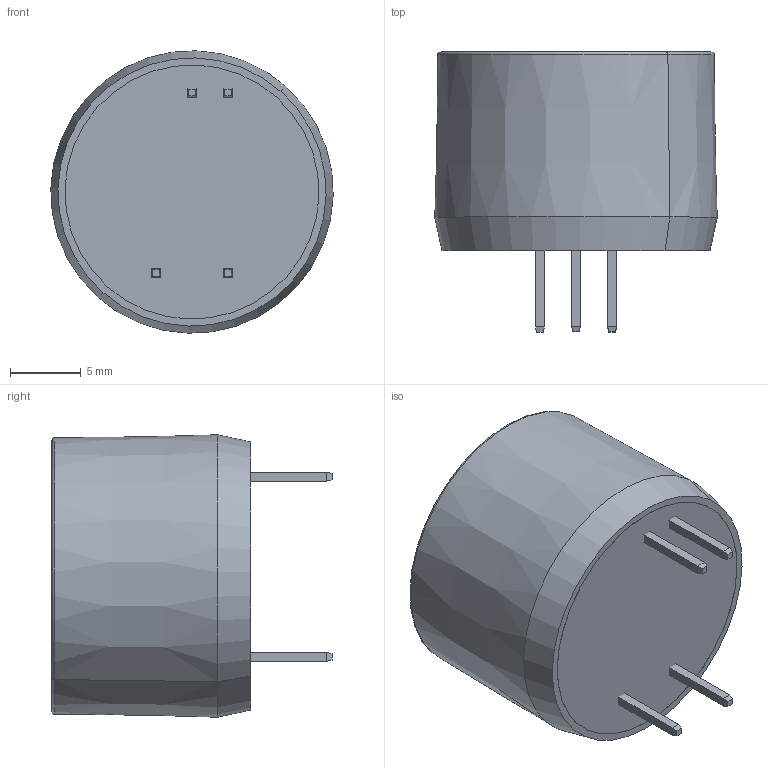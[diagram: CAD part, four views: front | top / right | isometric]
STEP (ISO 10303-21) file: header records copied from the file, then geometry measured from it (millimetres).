
FILE_DESCRIPTION (( 'STEP AP214' ), '1' );
FILE_NAME ('LOX-ASY-0274-S.STEP', '2017-09-05T10:35:18', ( '' ), ( '' ), 'SwSTEP 2.0', 'SolidWorks 2017', '' );
FILE_SCHEMA (( 'AUTOMOTIVE_DESIGN' ));
Length unit declared in the file: millimetre
Products named in the file (3): LOX-ASY-0274-S; LOX-PIN-0116 Rev2; LOX-HSG-0197 Rev2_Swaged And potted
Assembly tree (5 placements, depth 2):
  LOX-ASY-0274-S
    LOX-PIN-0116 Rev2  x4
    LOX-HSG-0197 Rev2_Swaged And potted
Bounding box: 19.9 x 19.73 x 19.9 mm (x, y, z)
Volume: 1570.7 mm3; surface area: 2721.1 mm2
Topology: 5 solids, 5 shells, 125 faces, 286 edges, 178 vertices
Faces by surface type: plane 65, cone 48, torus 8, cylinder 4
Entity records: 2707 total; most frequent: DIRECTION 506, CARTESIAN_POINT 423, ORIENTED_EDGE 404, AXIS2_PLACEMENT_3D 213, EDGE_CURVE 202, VERTEX_POINT 130, EDGE_LOOP 128, CIRCLE 122
